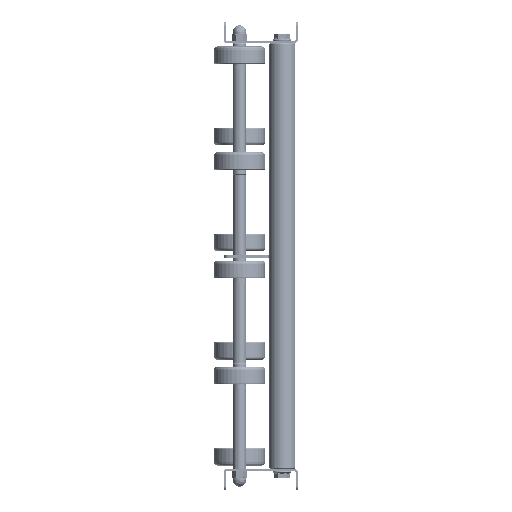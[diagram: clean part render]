
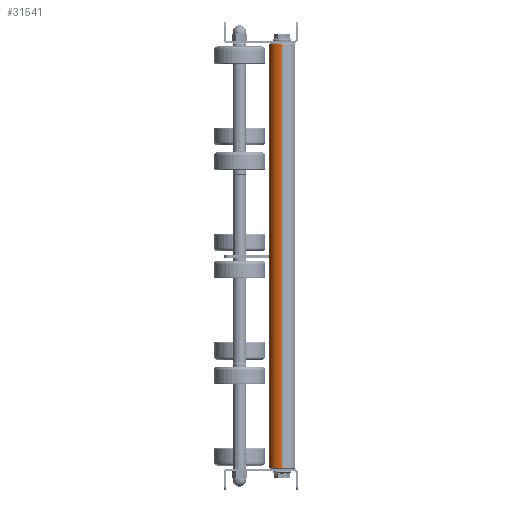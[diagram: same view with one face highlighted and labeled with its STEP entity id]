
A CAD part, left-side view. The second image highlights one B-rep face of the part: STEP entity #31541.
In plain terms, the highlighted cylindrical face has radius 12.5 mm (diameter 25 mm), a partial arc.
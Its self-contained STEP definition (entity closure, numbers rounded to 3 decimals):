
#1551 = ORIENTED_EDGE ( 'NONE', *, *, #20493, .F. ) ;
#2140 = ORIENTED_EDGE ( 'NONE', *, *, #13519, .T. ) ;
#3204 = DIRECTION ( 'NONE',  ( -1., 0., 0. ) ) ;
#3601 = DIRECTION ( 'NONE',  ( -1., 0., 0. ) ) ;
#3730 = CARTESIAN_POINT ( 'NONE',  ( 399., 0., -12.5 ) ) ;
#5030 = CARTESIAN_POINT ( 'NONE',  ( 1., 0., 0. ) ) ;
#7857 = DIRECTION ( 'NONE',  ( 0., 0., -1. ) ) ;
#8246 = CARTESIAN_POINT ( 'NONE',  ( 1., 0., 12.5 ) ) ;
#9744 = DIRECTION ( 'NONE',  ( -1., 0., 0. ) ) ;
#10166 = CIRCLE ( 'NONE', #46077, 12.5 ) ;
#11332 = LINE ( 'NONE', #18564, #12036 ) ;
#12036 = VECTOR ( 'NONE', #15321, 1000. ) ;
#12224 = EDGE_LOOP ( 'NONE', ( #33017, #2140, #22378, #1551 ) ) ;
#12712 = CYLINDRICAL_SURFACE ( 'NONE', #39603, 12.5 ) ;
#13519 = EDGE_CURVE ( 'NONE', #35156, #51538, #47644, .T. ) ;
#15218 = CARTESIAN_POINT ( 'NONE',  ( 400., 0., -12.5 ) ) ;
#15321 = DIRECTION ( 'NONE',  ( -1., 0., 0. ) ) ;
#15349 = CARTESIAN_POINT ( 'NONE',  ( 399., 0., 0. ) ) ;
#17073 = DIRECTION ( 'NONE',  ( 1., 0., 0. ) ) ;
#18564 = CARTESIAN_POINT ( 'NONE',  ( 400., 0., 12.5 ) ) ;
#18849 = EDGE_CURVE ( 'NONE', #51538, #22144, #10166, .T. ) ;
#20493 = EDGE_CURVE ( 'NONE', #52650, #22144, #11332, .T. ) ;
#22008 = CARTESIAN_POINT ( 'NONE',  ( 1., 0., -12.5 ) ) ;
#22144 = VERTEX_POINT ( 'NONE', #8246 ) ;
#22378 = ORIENTED_EDGE ( 'NONE', *, *, #18849, .T. ) ;
#23362 = CARTESIAN_POINT ( 'NONE',  ( 399., 0., 12.5 ) ) ;
#26086 = EDGE_CURVE ( 'NONE', #52650, #35156, #27108, .T. ) ;
#27108 = CIRCLE ( 'NONE', #42514, 12.5 ) ;
#31541 = ADVANCED_FACE ( 'NONE', ( #46430 ), #12712, .T. ) ;
#32073 = VECTOR ( 'NONE', #3204, 1000. ) ;
#33017 = ORIENTED_EDGE ( 'NONE', *, *, #26086, .T. ) ;
#33425 = DIRECTION ( 'NONE',  ( 0., 0., -1. ) ) ;
#35156 = VERTEX_POINT ( 'NONE', #3730 ) ;
#39603 = AXIS2_PLACEMENT_3D ( 'NONE', #49632, #9744, #49379 ) ;
#42514 = AXIS2_PLACEMENT_3D ( 'NONE', #15349, #3601, #7857 ) ;
#46077 = AXIS2_PLACEMENT_3D ( 'NONE', #5030, #17073, #33425 ) ;
#46430 = FACE_OUTER_BOUND ( 'NONE', #12224, .T. ) ;
#47644 = LINE ( 'NONE', #15218, #32073 ) ;
#49379 = DIRECTION ( 'NONE',  ( 0., 0., 1. ) ) ;
#49632 = CARTESIAN_POINT ( 'NONE',  ( 400., 0., 0. ) ) ;
#51538 = VERTEX_POINT ( 'NONE', #22008 ) ;
#52650 = VERTEX_POINT ( 'NONE', #23362 ) ;
